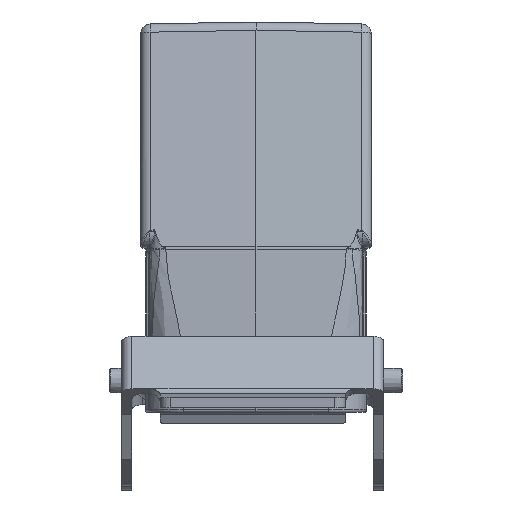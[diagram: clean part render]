
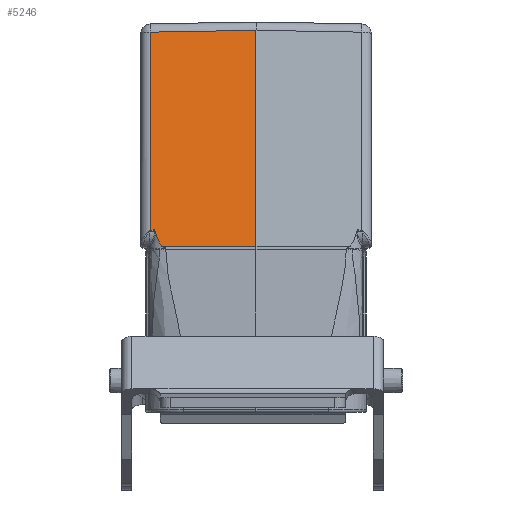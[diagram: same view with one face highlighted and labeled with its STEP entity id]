
A CAD part, left-side view. The second image highlights one B-rep face of the part: STEP entity #5246.
In plain terms, the highlighted planar face has unit normal (-0.982, 0.018, 0.191).
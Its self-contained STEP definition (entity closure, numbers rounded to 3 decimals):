
#4844=CARTESIAN_POINT('',(-57.884,18.118,23.074));
#4845=VERTEX_POINT('',#4844);
#4846=CARTESIAN_POINT('',(-58.195,0.,23.134));
#4847=VERTEX_POINT('',#4846);
#4848=CARTESIAN_POINT('',(-57.884,18.118,23.074));
#4849=DIRECTION('',(-0.017,-1.,0.003));
#4850=VECTOR('',#4849,18.121);
#4851=LINE('',#4848,#4850);
#4852=EDGE_CURVE('',#4845,#4847,#4851,.T.);
#5160=CARTESIAN_POINT('',(-58.195,0.0,23.134));
#5161=DIRECTION('',(-0.981,0.017,0.191));
#5162=DIRECTION('',(0.191,0.,0.982));
#5163=AXIS2_PLACEMENT_3D('',#5160,#5161,#5162);
#5164=PLANE('',#5163);
#5165=CARTESIAN_POINT('',(-57.211,20.535,26.317));
#5166=VERTEX_POINT('',#5165);
#5167=CARTESIAN_POINT('',(-57.204,19.797,26.423));
#5168=VERTEX_POINT('',#5167);
#5169=CARTESIAN_POINT('',(-57.211,20.535,26.317));
#5170=DIRECTION('',(0.01,-0.99,0.141));
#5171=VECTOR('',#5170,0.745);
#5172=LINE('',#5169,#5171);
#5173=EDGE_CURVE('',#5166,#5168,#5172,.T.);
#5174=ORIENTED_EDGE('',*,*,#5173,.T.);
#5175=CARTESIAN_POINT('',(-57.215,19.736,26.367));
#5176=VERTEX_POINT('',#5175);
#5177=CARTESIAN_POINT('',(-57.204,19.797,26.423));
#5178=CARTESIAN_POINT('',(-57.204,19.796,26.422));
#5179=CARTESIAN_POINT('',(-57.204,19.795,26.421));
#5180=CARTESIAN_POINT('',(-57.204,19.794,26.42));
#5181=CARTESIAN_POINT('',(-57.205,19.789,26.416));
#5182=CARTESIAN_POINT('',(-57.206,19.784,26.412));
#5183=CARTESIAN_POINT('',(-57.207,19.78,26.408));
#5184=CARTESIAN_POINT('',(-57.209,19.764,26.396));
#5185=CARTESIAN_POINT('',(-57.212,19.75,26.382));
#5186=CARTESIAN_POINT('',(-57.215,19.736,26.367));
#5187=B_SPLINE_CURVE_WITH_KNOTS('',3,(#5177,#5178,#5179,#5180,#5181,#5182,#5183,#5184,#5185,#5186),.UNSPECIFIED.,.F.,.U.,(4,3,3,4),(0.0,0.054,0.273,1.0),.UNSPECIFIED.);
#5188=EDGE_CURVE('',#5168,#5176,#5187,.T.);
#5189=ORIENTED_EDGE('',*,*,#5188,.T.);
#5190=CARTESIAN_POINT('',(-57.265,19.619,26.121));
#5191=VERTEX_POINT('',#5190);
#5192=CARTESIAN_POINT('',(-57.215,19.736,26.367));
#5193=CARTESIAN_POINT('',(-57.23,19.673,26.299));
#5194=CARTESIAN_POINT('',(-57.248,19.647,26.208));
#5195=CARTESIAN_POINT('',(-57.265,19.619,26.121));
#5196=B_SPLINE_CURVE_WITH_KNOTS('',3,(#5192,#5193,#5194,#5195),.UNSPECIFIED.,.F.,.U.,(4,4),(0.0,1.),.UNSPECIFIED.);
#5197=EDGE_CURVE('',#5176,#5191,#5196,.T.);
#5198=ORIENTED_EDGE('',*,*,#5197,.T.);
#5199=CARTESIAN_POINT('',(-57.297,19.571,25.96));
#5200=VERTEX_POINT('',#5199);
#5201=CARTESIAN_POINT('',(-57.265,19.619,26.121));
#5202=CARTESIAN_POINT('',(-57.271,19.61,26.094));
#5203=CARTESIAN_POINT('',(-57.276,19.601,26.068));
#5204=CARTESIAN_POINT('',(-57.287,19.585,26.014));
#5205=CARTESIAN_POINT('',(-57.292,19.578,25.987));
#5206=CARTESIAN_POINT('',(-57.297,19.571,25.96));
#5207=B_SPLINE_CURVE_WITH_KNOTS('',3,(#5201,#5202,#5203,#5204,#5205,#5206),.UNSPECIFIED.,.F.,.U.,(4,2,4),(-0.017,-0.009,0.0),.UNSPECIFIED.);
#5208=EDGE_CURVE('',#5191,#5200,#5207,.T.);
#5209=ORIENTED_EDGE('',*,*,#5208,.T.);
#5210=CARTESIAN_POINT('',(-57.297,19.57,25.96));
#5211=CARTESIAN_POINT('',(-57.4,19.432,25.447));
#5212=CARTESIAN_POINT('',(-57.51,19.259,24.895));
#5213=CARTESIAN_POINT('',(-57.689,18.879,24.01));
#5214=CARTESIAN_POINT('',(-57.745,18.719,23.733));
#5215=CARTESIAN_POINT('',(-57.818,18.463,23.385));
#5216=CARTESIAN_POINT('',(-57.855,18.311,23.207));
#5217=CARTESIAN_POINT('',(-57.884,18.118,23.074));
#5218=B_SPLINE_CURVE_WITH_KNOTS('',3,(#5210,#5211,#5212,#5213,#5214,#5215,#5216,#5217),.UNSPECIFIED.,.F.,.U.,(4,2,2,4),(0.,0.162,0.294,0.385),.UNSPECIFIED.);
#5219=EDGE_CURVE('',#5200,#4845,#5218,.T.);
#5220=ORIENTED_EDGE('',*,*,#5219,.T.);
#5221=ORIENTED_EDGE('',*,*,#4852,.T.);
#5222=CARTESIAN_POINT('',(-50.012,0.0,65.232));
#5223=VERTEX_POINT('',#5222);
#5224=CARTESIAN_POINT('',(-50.012,0.0,65.232));
#5225=DIRECTION('',(-0.191,0.0,-0.982));
#5226=VECTOR('',#5225,42.886);
#5227=LINE('',#5224,#5226);
#5228=EDGE_CURVE('',#5223,#4847,#5227,.T.);
#5229=ORIENTED_EDGE('',*,*,#5228,.F.);
#5230=CARTESIAN_POINT('',(-49.716,20.535,64.873));
#5231=VERTEX_POINT('',#5230);
#5232=CARTESIAN_POINT('',(-50.012,0.,65.232));
#5233=DIRECTION('',(0.014,1.,-0.017));
#5234=VECTOR('',#5233,20.54);
#5235=LINE('',#5232,#5234);
#5236=EDGE_CURVE('',#5223,#5231,#5235,.T.);
#5237=ORIENTED_EDGE('',*,*,#5236,.T.);
#5238=CARTESIAN_POINT('',(-49.716,20.535,64.873));
#5239=DIRECTION('',(-0.191,0.0,-0.982));
#5240=VECTOR('',#5239,39.278);
#5241=LINE('',#5238,#5240);
#5242=EDGE_CURVE('',#5231,#5166,#5241,.T.);
#5243=ORIENTED_EDGE('',*,*,#5242,.T.);
#5244=EDGE_LOOP('',(#5174,#5189,#5198,#5209,#5220,#5221,#5229,#5237,#5243));
#5245=FACE_OUTER_BOUND('',#5244,.T.);
#5246=ADVANCED_FACE('',(#5245),#5164,.T.);
